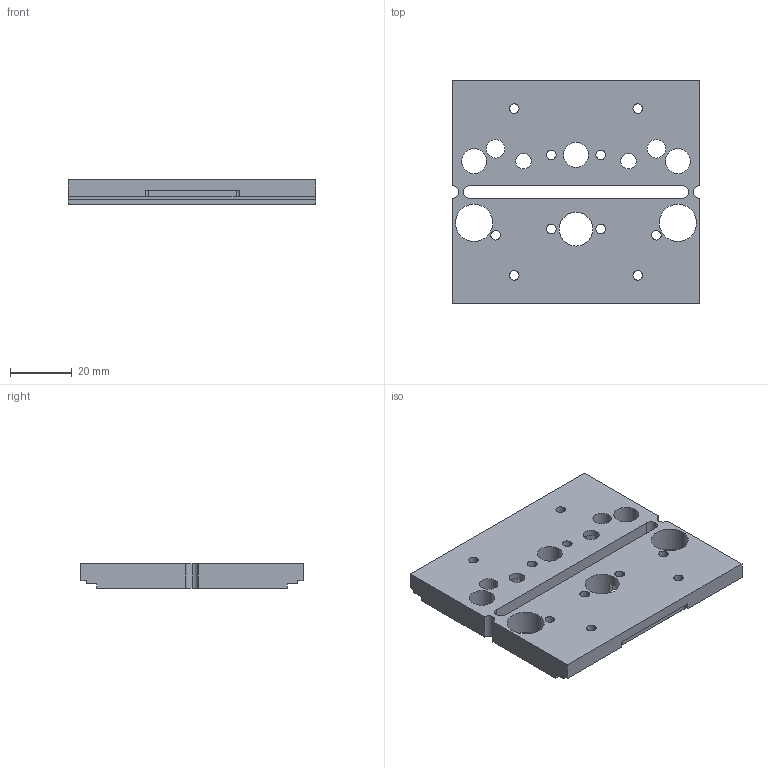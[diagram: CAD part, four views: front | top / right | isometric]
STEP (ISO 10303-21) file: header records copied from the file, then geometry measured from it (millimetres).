
FILE_DESCRIPTION (( 'STEP AP214' ), '1' );
FILE_NAME ('CNC樓馱璃-v1.4.2_樁蕾斐_one-20250825.STEP', '2025-08-25T15:51:06', ( '' ), ( '' ), 'SwSTEP 2.0', 'SolidWorks 2018', '' );
FILE_SCHEMA (( 'AUTOMOTIVE_DESIGN' ));
Length unit declared in the file: millimetre
Products named in the file (1): CNC樓馱璃-v1.4.2_樁蕾斐_one-20250825
Bounding box: 80 x 72 x 8 mm (x, y, z)
Volume: 36014 mm3; surface area: 16358.5 mm2
Topology: 1 solids, 1 shells, 116 faces, 330 edges, 220 vertices
Faces by surface type: plane 66, cylinder 50
Entity records: 3916 total; most frequent: DIRECTION 668, CARTESIAN_POINT 667, ORIENTED_EDGE 660, EDGE_CURVE 330, LINE 226, VECTOR 226, AXIS2_PLACEMENT_3D 221, VERTEX_POINT 220
